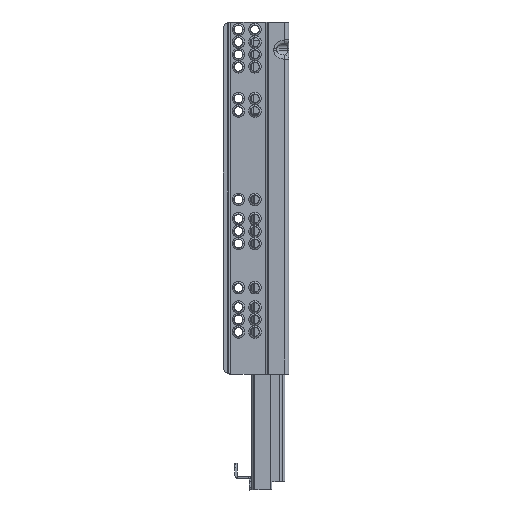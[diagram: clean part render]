
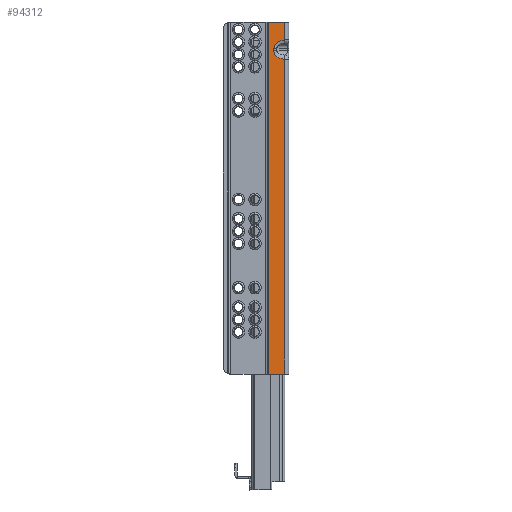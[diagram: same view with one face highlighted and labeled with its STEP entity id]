
A CAD part, left-side view. The second image highlights one B-rep face of the part: STEP entity #94312.
In plain terms, the highlighted planar face has unit normal (-1, 0, 0).
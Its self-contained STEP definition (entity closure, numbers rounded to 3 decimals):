
#78 = EDGE_CURVE ( 'NONE', #33311, #91488, #117098, .T. ) ;
#1756 = CARTESIAN_POINT ( 'NONE',  ( 0., -16.257, -21. ) ) ;
#3800 = ORIENTED_EDGE ( 'NONE', *, *, #101711, .T. ) ;
#4538 = VERTEX_POINT ( 'NONE', #33143 ) ;
#8113 = VECTOR ( 'NONE', #105397, 1000. ) ;
#8741 = EDGE_CURVE ( 'NONE', #4538, #104157, #26799, .T. ) ;
#9847 = ORIENTED_EDGE ( 'NONE', *, *, #30573, .T. ) ;
#10609 = CARTESIAN_POINT ( 'NONE',  ( 0., -24.2, -13.012 ) ) ;
#13199 = EDGE_CURVE ( 'NONE', #91488, #64245, #54982, .T. ) ;
#13409 = LINE ( 'NONE', #24225, #8113 ) ;
#16045 = ORIENTED_EDGE ( 'NONE', *, *, #34792, .T. ) ;
#16170 = ORIENTED_EDGE ( 'NONE', *, *, #83203, .F. ) ;
#17147 = DIRECTION ( 'NONE',  ( 0., 0., 1. ) ) ;
#19454 = VECTOR ( 'NONE', #91096, 1000. ) ;
#19596 = EDGE_LOOP ( 'NONE', ( #9847, #3800, #48728, #50497, #16045, #93661, #16170, #116326 ) ) ;
#20763 = CARTESIAN_POINT ( 'NONE',  ( 0., -16.257, -19. ) ) ;
#22804 = FACE_OUTER_BOUND ( 'NONE', #19596, .T. ) ;
#23692 = DIRECTION ( 'NONE',  ( 0., 0., 1. ) ) ;
#23720 = CARTESIAN_POINT ( 'NONE',  ( 0., -24.2, -26.988 ) ) ;
#24225 = CARTESIAN_POINT ( 'NONE',  ( 0., -24.2, -255. ) ) ;
#26799 = LINE ( 'NONE', #124001, #111397 ) ;
#27601 = LINE ( 'NONE', #68845, #96761 ) ;
#30573 = EDGE_CURVE ( 'NONE', #104157, #104743, #13409, .T. ) ;
#33143 = CARTESIAN_POINT ( 'NONE',  ( 0., -12.443, -255. ) ) ;
#33216 = CARTESIAN_POINT ( 'NONE',  ( 0., -16.257, -21. ) ) ;
#33311 = VERTEX_POINT ( 'NONE', #1756 ) ;
#34792 = EDGE_CURVE ( 'NONE', #64245, #101069, #59060, .T. ) ;
#34982 = DIRECTION ( 'NONE',  ( 0., 0., 1. ) ) ;
#35647 = CARTESIAN_POINT ( 'NONE',  ( 0., -24.2, -26.988 ) ) ;
#38109 = CARTESIAN_POINT ( 'NONE',  ( 0., -24.2, -255. ) ) ;
#48728 = ORIENTED_EDGE ( 'NONE', *, *, #78, .T. ) ;
#50497 = ORIENTED_EDGE ( 'NONE', *, *, #13199, .T. ) ;
#51113 = CARTESIAN_POINT ( 'NONE',  ( 0., -12.443, 0. ) ) ;
#53891 = PLANE ( 'NONE',  #132538 ) ;
#54982 =( BOUNDED_CURVE ( )  B_SPLINE_CURVE ( 3, ( #20763, #103282, #61989, #10609 ),
 .UNSPECIFIED., .F., .F. ) 
 B_SPLINE_CURVE_WITH_KNOTS ( ( 4, 4 ),
 ( 3.142, 4.648 ),
 .UNSPECIFIED. ) 
 CURVE ( )  GEOMETRIC_REPRESENTATION_ITEM ( )  RATIONAL_B_SPLINE_CURVE ( ( 1., 0.82, 0.82, 1. ) ) 
 REPRESENTATION_ITEM ( '' )  );
#59060 = LINE ( 'NONE', #38109, #110290 ) ;
#59389 = EDGE_CURVE ( 'NONE', #119082, #101069, #27601, .T. ) ;
#61989 = CARTESIAN_POINT ( 'NONE',  ( 0., -19.488, -13.226 ) ) ;
#64245 = VERTEX_POINT ( 'NONE', #72457 ) ;
#64617 = CARTESIAN_POINT ( 'NONE',  ( 0., -24.2, 0. ) ) ;
#65614 = CARTESIAN_POINT ( 'NONE',  ( 0., -16.257, -19. ) ) ;
#68845 = CARTESIAN_POINT ( 'NONE',  ( 0., -12.443, 0. ) ) ;
#71453 = CARTESIAN_POINT ( 'NONE',  ( 0., -12.443, -255. ) ) ;
#72457 = CARTESIAN_POINT ( 'NONE',  ( 0., -24.2, -13.012 ) ) ;
#74857 = CARTESIAN_POINT ( 'NONE',  ( 0., -12.443, -255. ) ) ;
#82667 = DIRECTION ( 'NONE',  ( 0., -1., 0. ) ) ;
#83203 = EDGE_CURVE ( 'NONE', #4538, #119082, #101275, .T. ) ;
#89171 = CARTESIAN_POINT ( 'NONE',  ( 0., -24.2, -255. ) ) ;
#91096 = DIRECTION ( 'NONE',  ( 0., 0., 1. ) ) ;
#91488 = VERTEX_POINT ( 'NONE', #107241 ) ;
#93661 = ORIENTED_EDGE ( 'NONE', *, *, #59389, .F. ) ;
#94312 = ADVANCED_FACE ( 'NONE', ( #22804 ), #53891, .T. ) ;
#95146 = DIRECTION ( 'NONE',  ( -1., 0., 0. ) ) ;
#96761 = VECTOR ( 'NONE', #110159, 1000. ) ;
#101069 = VERTEX_POINT ( 'NONE', #64617 ) ;
#101275 = LINE ( 'NONE', #71453, #19454 ) ;
#101711 = EDGE_CURVE ( 'NONE', #104743, #33311, #133554, .T. ) ;
#103282 = CARTESIAN_POINT ( 'NONE',  ( 0., -16.257, -15.661 ) ) ;
#104157 = VERTEX_POINT ( 'NONE', #89171 ) ;
#104743 = VERTEX_POINT ( 'NONE', #35647 ) ;
#105397 = DIRECTION ( 'NONE',  ( 0., 0., 1. ) ) ;
#107241 = CARTESIAN_POINT ( 'NONE',  ( 0., -16.257, -19. ) ) ;
#110159 = DIRECTION ( 'NONE',  ( 0., -1., 0. ) ) ;
#110290 = VECTOR ( 'NONE', #17147, 1000. ) ;
#111397 = VECTOR ( 'NONE', #82667, 1000. ) ;
#115765 = CARTESIAN_POINT ( 'NONE',  ( 0., -19.488, -26.774 ) ) ;
#116326 = ORIENTED_EDGE ( 'NONE', *, *, #8741, .T. ) ;
#117098 = LINE ( 'NONE', #65614, #128451 ) ;
#119082 = VERTEX_POINT ( 'NONE', #51113 ) ;
#124001 = CARTESIAN_POINT ( 'NONE',  ( 0., -12.443, -255. ) ) ;
#126590 = CARTESIAN_POINT ( 'NONE',  ( 0., -16.257, -24.339 ) ) ;
#128451 = VECTOR ( 'NONE', #23692, 1000. ) ;
#132538 = AXIS2_PLACEMENT_3D ( 'NONE', #74857, #95146, #34982 ) ;
#133554 =( BOUNDED_CURVE ( )  B_SPLINE_CURVE ( 3, ( #23720, #115765, #126590, #33216 ),
 .UNSPECIFIED., .F., .T. ) 
 B_SPLINE_CURVE_WITH_KNOTS ( ( 4, 4 ),
 ( 4.776, 6.283 ),
 .UNSPECIFIED. ) 
 CURVE ( )  GEOMETRIC_REPRESENTATION_ITEM ( )  RATIONAL_B_SPLINE_CURVE ( ( 1., 0.82, 0.82, 1. ) ) 
 REPRESENTATION_ITEM ( '' )  );
